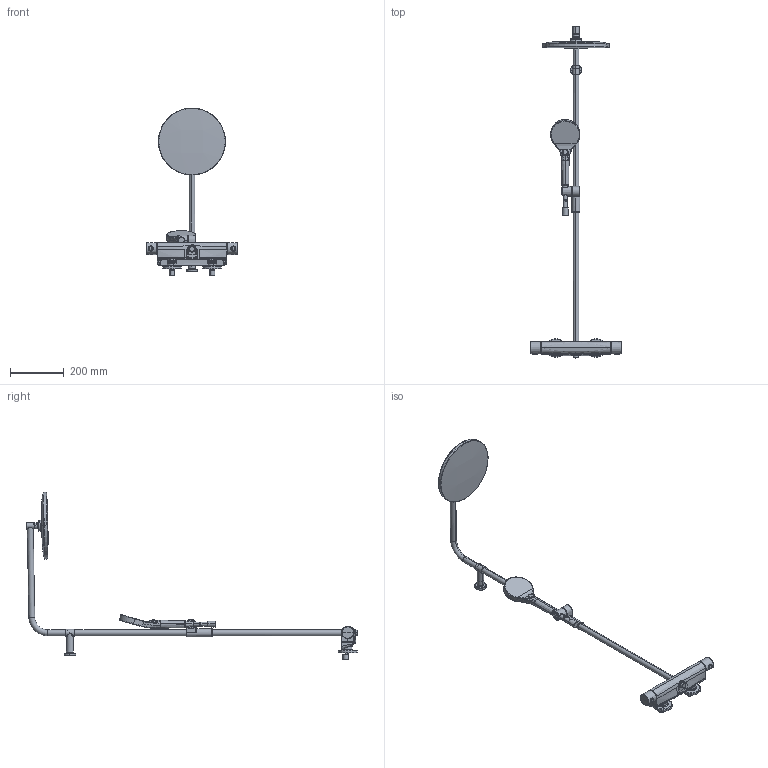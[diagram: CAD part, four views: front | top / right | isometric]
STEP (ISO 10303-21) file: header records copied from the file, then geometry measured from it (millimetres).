
FILE_DESCRIPTION (( 'STEP AP203' ), '1' );
FILE_NAME ('7192NU(2023)+65159201(2023).STEP', '2023-10-30T13:10:47', ( '' ), ( '' ), 'SwSTEP 2.0', 'SolidWorks 2016', '' );
FILE_SCHEMA (( 'CONFIG_CONTROL_DESIGN' ));
Products named in the file (1): 7192NU(2023)+65159201(2023)
Bounding box: 342.65 x 1238.41 x 626.86 mm (x, y, z)
Volume: 3229647.7 mm3; surface area: 566199.4 mm2
Topology: 27 solids, 27 shells, 1063 faces, 2487 edges, 1453 vertices
Faces by surface type: bspline 599, cylinder 168, plane 132, cone 81, torus 63, sphere 20
Entity records: 72772 total; most frequent: CARTESIAN_POINT 53329, ORIENTED_EDGE 4892, DIRECTION 2686, EDGE_CURVE 2446, VERTEX_POINT 1454, B_SPLINE_CURVE_WITH_KNOTS 1293, AXIS2_PLACEMENT_3D 1162, EDGE_LOOP 1084
